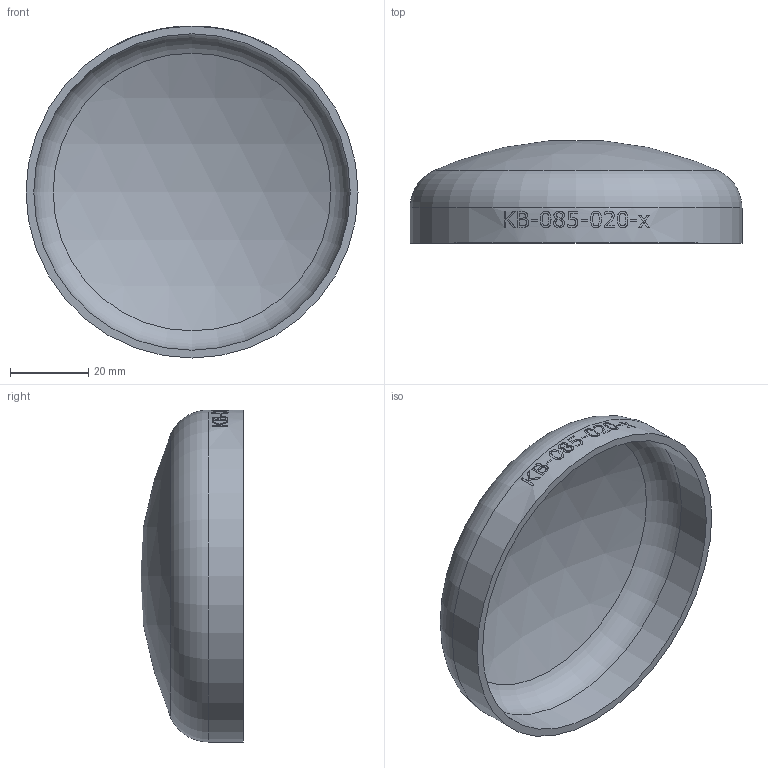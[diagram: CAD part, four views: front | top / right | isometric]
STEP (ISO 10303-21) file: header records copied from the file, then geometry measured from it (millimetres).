
FILE_DESCRIPTION (( 'STEP AP214' ), '1' );
FILE_NAME ('KB-085-020-x Klöpperboden 2003.STEP', '2020-03-25T15:55:01', ( '' ), ( '' ), 'SwSTEP 2.0', 'SolidWorks 2016', '' );
FILE_SCHEMA (( 'AUTOMOTIVE_DESIGN' ));
Length unit declared in the file: millimetre
Products named in the file (1): KB-085-020-x Klöpperboden 2003
Bounding box: 85 x 26.29 x 85 mm (x, y, z)
Volume: 18564.8 mm3; surface area: 19136.3 mm2
Topology: 1 solids, 1 shells, 176 faces, 460 edges, 306 vertices
Faces by surface type: bspline 102, plane 49, cylinder 21, torus 2, sphere 2
Full cylindrical faces by diameter (mm): 81 x1, 85 x1
Entity records: 21863 total; most frequent: CARTESIAN_POINT 16612, ORIENTED_EDGE 912, EDGE_CURVE 456, DIRECTION 341, B_SPLINE_CURVE_WITH_KNOTS 323, VERTEX_POINT 306, EDGE_LOOP 200, FACE_OUTER_BOUND 180
